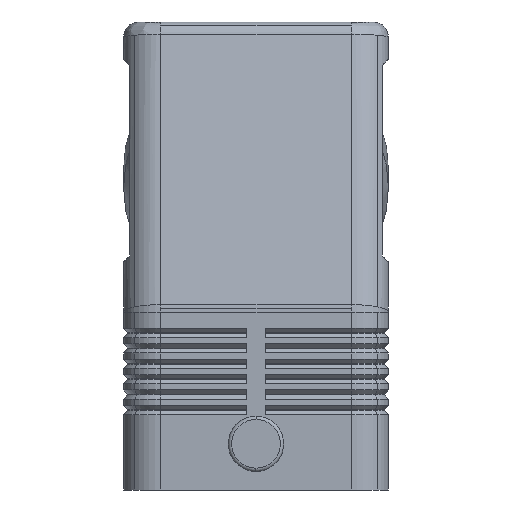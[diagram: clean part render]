
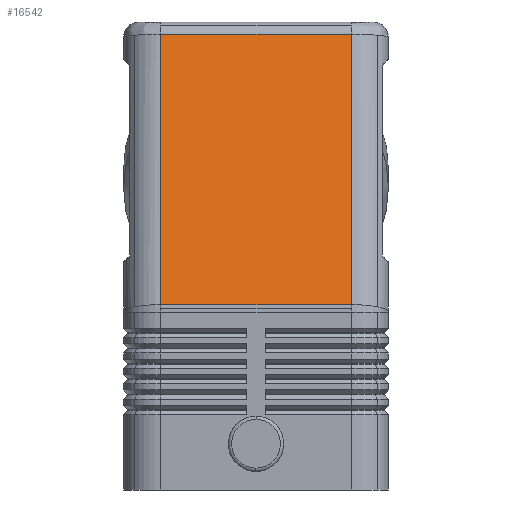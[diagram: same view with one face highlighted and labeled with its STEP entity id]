
A CAD part, left-side view. The second image highlights one B-rep face of the part: STEP entity #16542.
In plain terms, the highlighted planar face has unit normal (-0.98, 0, 0.2).
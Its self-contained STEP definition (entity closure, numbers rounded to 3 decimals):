
#727=CARTESIAN_POINT('',(-59.879,-15.5,30.094));
#728=VERTEX_POINT('',#727);
#736=CARTESIAN_POINT('',(-59.879,15.5,30.094));
#737=VERTEX_POINT('',#736);
#738=CARTESIAN_POINT('',(-59.879,-15.5,30.094));
#739=DIRECTION('',(0.0,1.0,0.0));
#740=VECTOR('',#739,31.);
#741=LINE('',#738,#740);
#742=EDGE_CURVE('',#728,#737,#741,.T.);
#16082=CARTESIAN_POINT('',(-50.909,-15.5,74.));
#16083=VERTEX_POINT('',#16082);
#16091=CARTESIAN_POINT('',(-50.909,-15.5,74.));
#16092=DIRECTION('',(-0.2,0.0,-0.98));
#16093=VECTOR('',#16092,44.813);
#16094=LINE('',#16091,#16093);
#16095=EDGE_CURVE('',#16083,#728,#16094,.T.);
#16519=CARTESIAN_POINT('',(-50.5,0.0,76.0));
#16520=DIRECTION('',(-0.98,0.0,0.2));
#16521=DIRECTION('',(0.2,0.0,0.98));
#16522=AXIS2_PLACEMENT_3D('',#16519,#16520,#16521);
#16523=PLANE('',#16522);
#16524=ORIENTED_EDGE('',*,*,#16095,.F.);
#16525=CARTESIAN_POINT('',(-50.909,15.5,74.));
#16526=VERTEX_POINT('',#16525);
#16527=CARTESIAN_POINT('',(-50.909,15.5,74.));
#16528=DIRECTION('',(0.0,-1.0,0.0));
#16529=VECTOR('',#16528,31.);
#16530=LINE('',#16527,#16529);
#16531=EDGE_CURVE('',#16526,#16083,#16530,.T.);
#16532=ORIENTED_EDGE('',*,*,#16531,.F.);
#16533=CARTESIAN_POINT('',(-59.879,15.5,30.094));
#16534=DIRECTION('',(0.2,0.0,0.98));
#16535=VECTOR('',#16534,44.813);
#16536=LINE('',#16533,#16535);
#16537=EDGE_CURVE('',#737,#16526,#16536,.T.);
#16538=ORIENTED_EDGE('',*,*,#16537,.F.);
#16539=ORIENTED_EDGE('',*,*,#742,.F.);
#16540=EDGE_LOOP('',(#16524,#16532,#16538,#16539));
#16541=FACE_OUTER_BOUND('',#16540,.T.);
#16542=ADVANCED_FACE('',(#16541),#16523,.T.);
